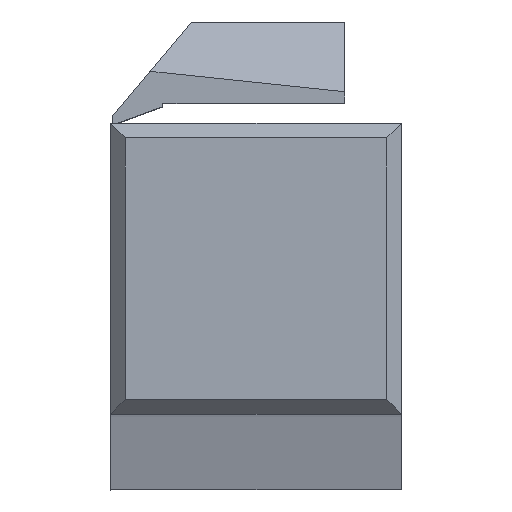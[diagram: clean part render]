
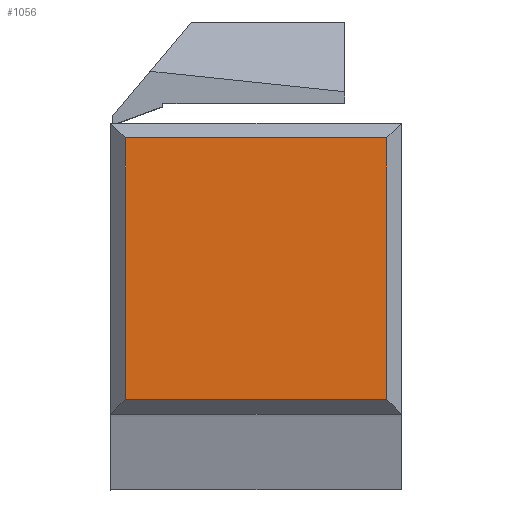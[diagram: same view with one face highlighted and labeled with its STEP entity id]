
A CAD part, top view. The second image highlights one B-rep face of the part: STEP entity #1056.
In plain terms, the highlighted planar face has unit normal (0, 0, 1).
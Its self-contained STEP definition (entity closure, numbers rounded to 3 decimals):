
#21 = VECTOR ( 'NONE', #535, 1000. ) ;
#22 = DIRECTION ( 'NONE',  ( 0., 0., -1. ) ) ;
#23 = CARTESIAN_POINT ( 'NONE',  ( 0., 1., 0. ) ) ;
#55 = VECTOR ( 'NONE', #323, 1000. ) ;
#58 = LINE ( 'NONE', #804, #55 ) ;
#154 = VECTOR ( 'NONE', #664, 1000. ) ;
#177 = VERTEX_POINT ( 'NONE', #614 ) ;
#223 = VERTEX_POINT ( 'NONE', #272 ) ;
#239 = ORIENTED_EDGE ( 'NONE', *, *, #809, .T. ) ;
#272 = CARTESIAN_POINT ( 'NONE',  ( -1., 1., 0. ) ) ;
#299 = ORIENTED_EDGE ( 'NONE', *, *, #562, .T. ) ;
#312 = ORIENTED_EDGE ( 'NONE', *, *, #1060, .T. ) ;
#323 = DIRECTION ( 'NONE',  ( -1., 0., 0. ) ) ;
#327 = EDGE_CURVE ( 'NONE', #177, #906, #874, .T. ) ;
#512 = FACE_OUTER_BOUND ( 'NONE', #712, .T. ) ;
#535 = DIRECTION ( 'NONE',  ( 0., 1., 0. ) ) ;
#539 = VERTEX_POINT ( 'NONE', #1011 ) ;
#554 = CARTESIAN_POINT ( 'NONE',  ( -19., 0., 0. ) ) ;
#562 = EDGE_CURVE ( 'NONE', #906, #223, #771, .T. ) ;
#584 = PLANE ( 'NONE',  #976 ) ;
#614 = CARTESIAN_POINT ( 'NONE',  ( -19., 19., 0. ) ) ;
#663 = DIRECTION ( 'NONE',  ( -1., 0., 0. ) ) ;
#664 = DIRECTION ( 'NONE',  ( 1., 0., 0. ) ) ;
#712 = EDGE_LOOP ( 'NONE', ( #312, #894, #299, #239 ) ) ;
#757 = LINE ( 'NONE', #759, #21 ) ;
#759 = CARTESIAN_POINT ( 'NONE',  ( -1., 20., 0. ) ) ;
#771 = LINE ( 'NONE', #23, #154 ) ;
#800 = CARTESIAN_POINT ( 'NONE',  ( 0., 0., 0. ) ) ;
#804 = CARTESIAN_POINT ( 'NONE',  ( -20., 19., 0. ) ) ;
#809 = EDGE_CURVE ( 'NONE', #223, #539, #757, .T. ) ;
#874 = LINE ( 'NONE', #554, #887 ) ;
#887 = VECTOR ( 'NONE', #918, 1000. ) ;
#894 = ORIENTED_EDGE ( 'NONE', *, *, #327, .T. ) ;
#906 = VERTEX_POINT ( 'NONE', #926 ) ;
#918 = DIRECTION ( 'NONE',  ( 0., -1., 0. ) ) ;
#926 = CARTESIAN_POINT ( 'NONE',  ( -19., 1., 0. ) ) ;
#976 = AXIS2_PLACEMENT_3D ( 'NONE', #800, #22, #663 ) ;
#1011 = CARTESIAN_POINT ( 'NONE',  ( -1., 19., 0. ) ) ;
#1056 = ADVANCED_FACE ( 'NONE', ( #512 ), #584, .F. ) ;
#1060 = EDGE_CURVE ( 'NONE', #539, #177, #58, .T. ) ;
